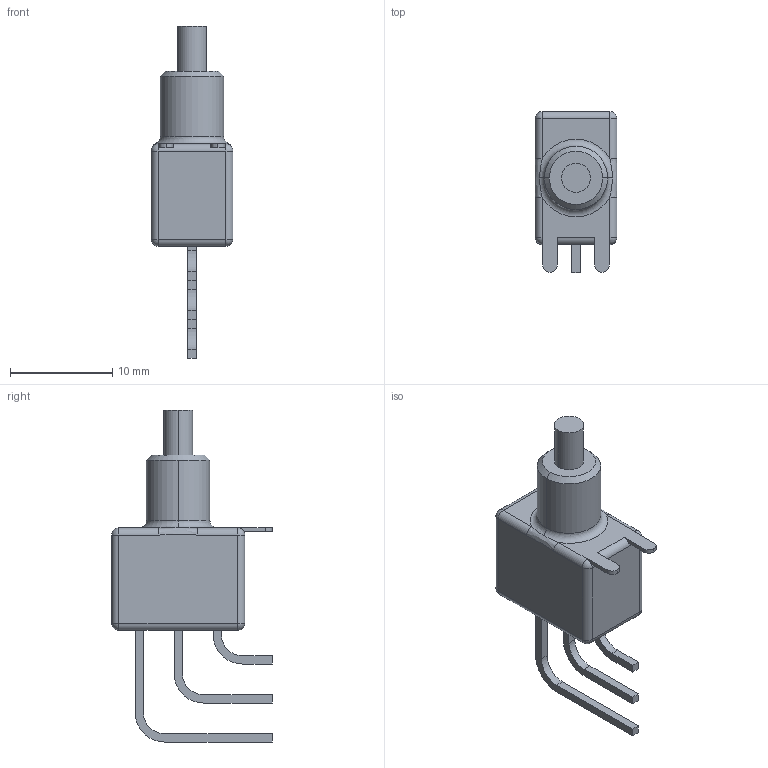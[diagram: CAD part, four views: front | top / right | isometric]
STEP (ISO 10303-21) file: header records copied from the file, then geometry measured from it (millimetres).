
FILE_DESCRIPTION (( 'STEP AP214' ), '1' );
FILE_NAME ('2CC12CB2-15A1-4CF0-8265-DDD3B520380A.STEP', '2008-06-09T08:05:26', ( 'sysAdmin' ), ( 'SolidWorks' ), 'SwSTEP 2.0', 'SolidWorks 2008', '' );
FILE_SCHEMA (( 'AUTOMOTIVE_DESIGN' ));
Length unit declared in the file: millimetre
Products named in the file (1): 2CC12CB2-15A1-4CF0-8265-DDD3B520380A
Bounding box: 8 x 15.7 x 32.44 mm (x, y, z)
Volume: 1301.9 mm3; surface area: 918.8 mm2
Topology: 1 solids, 1 shells, 78 faces, 192 edges, 112 vertices
Faces by surface type: plane 36, cylinder 28, sphere 8, torus 2, cone 2, bspline 2
Entity records: 3175 total; most frequent: CARTESIAN_POINT 471, DIRECTION 398, ORIENTED_EDGE 368, EDGE_CURVE 184, AXIS2_PLACEMENT_3D 143, VERTEX_POINT 112, VECTOR 112, LINE 112
